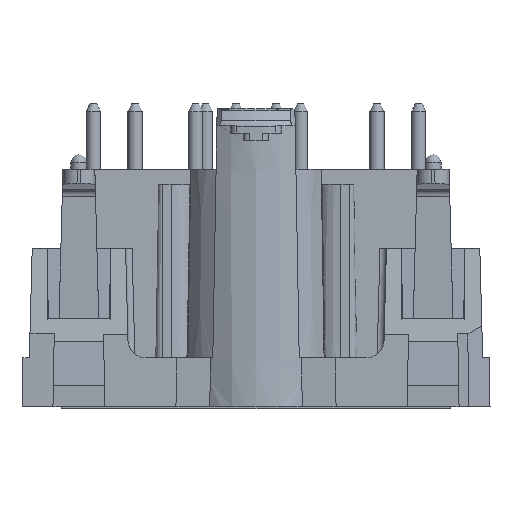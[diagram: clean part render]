
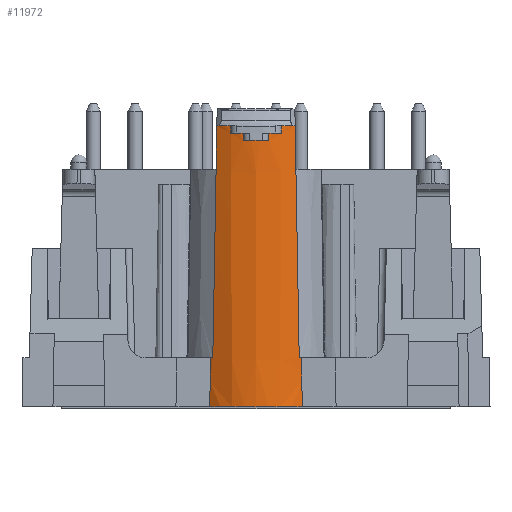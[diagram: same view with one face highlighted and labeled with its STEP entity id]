
A CAD part, left-side view. The second image highlights one B-rep face of the part: STEP entity #11972.
In plain terms, the highlighted conical face has half-angle 0.356 degrees and reference radius 5.5 mm.
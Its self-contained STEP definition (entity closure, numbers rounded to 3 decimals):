
#60=B_SPLINE_CURVE_WITH_KNOTS('',3,(#17681,#17682,#17683,#17684,#17685,
#17686,#17687),.UNSPECIFIED.,.F.,.F.,(4,3,4),(0.002,0.002,
0.002),.UNSPECIFIED.);
#61=B_SPLINE_CURVE_WITH_KNOTS('',3,(#17691,#17692,#17693,#17694,#17695,
#17696,#17697),.UNSPECIFIED.,.F.,.F.,(4,3,4),(0.002,0.002,
0.002),.UNSPECIFIED.);
#62=B_SPLINE_CURVE_WITH_KNOTS('',3,(#17701,#17702,#17703,#17704,#17705,
#17706,#17707),.UNSPECIFIED.,.F.,.F.,(4,3,4),(0.002,0.002,
0.002),.UNSPECIFIED.);
#63=B_SPLINE_CURVE_WITH_KNOTS('',3,(#17711,#17712,#17713,#17714,#17715,
#17716,#17717),.UNSPECIFIED.,.F.,.F.,(4,3,4),(0.002,0.002,
0.002),.UNSPECIFIED.);
#102=CONICAL_SURFACE('',#12722,5.5,0.006);
#156=CIRCLE('',#12259,5.479);
#244=CIRCLE('',#12615,5.5);
#247=CIRCLE('',#12619,5.5);
#264=CIRCLE('',#12642,5.6);
#267=CIRCLE('',#12724,5.597);
#268=CIRCLE('',#12725,5.594);
#269=CIRCLE('',#12726,5.597);
#270=CIRCLE('',#12727,5.6);
#641=ELLIPSE('',#12659,255.779,4.172);
#657=ELLIPSE('',#12723,430.867,7.027);
#658=ELLIPSE('',#12728,430.867,7.027);
#659=ELLIPSE('',#12729,255.779,4.172);
#2204=ORIENTED_EDGE('',*,*,#3190,.F.);
#2205=ORIENTED_EDGE('',*,*,#3819,.F.);
#2206=ORIENTED_EDGE('',*,*,#3759,.T.);
#2207=ORIENTED_EDGE('',*,*,#3927,.F.);
#2208=ORIENTED_EDGE('',*,*,#3796,.T.);
#2209=ORIENTED_EDGE('',*,*,#3928,.T.);
#2210=ORIENTED_EDGE('',*,*,#3929,.T.);
#2211=ORIENTED_EDGE('',*,*,#3930,.T.);
#2212=ORIENTED_EDGE('',*,*,#3931,.T.);
#2213=ORIENTED_EDGE('',*,*,#3932,.T.);
#2214=ORIENTED_EDGE('',*,*,#3933,.T.);
#2215=ORIENTED_EDGE('',*,*,#3934,.T.);
#2216=ORIENTED_EDGE('',*,*,#3935,.T.);
#2217=ORIENTED_EDGE('',*,*,#3936,.F.);
#2218=ORIENTED_EDGE('',*,*,#3764,.T.);
#2219=ORIENTED_EDGE('',*,*,#3937,.T.);
#3190=EDGE_CURVE('',#4382,#4383,#156,.F.);
#3759=EDGE_CURVE('',#4762,#4763,#244,.T.);
#3764=EDGE_CURVE('',#4764,#4768,#247,.T.);
#3796=EDGE_CURVE('',#4799,#4798,#264,.T.);
#3819=EDGE_CURVE('',#4762,#4382,#641,.T.);
#3927=EDGE_CURVE('',#4799,#4763,#657,.F.);
#3928=EDGE_CURVE('',#4798,#4870,#60,.T.);
#3929=EDGE_CURVE('',#4870,#4871,#267,.T.);
#3930=EDGE_CURVE('',#4871,#4872,#61,.T.);
#3931=EDGE_CURVE('',#4872,#4873,#268,.T.);
#3932=EDGE_CURVE('',#4873,#4874,#62,.T.);
#3933=EDGE_CURVE('',#4874,#4875,#269,.T.);
#3934=EDGE_CURVE('',#4875,#4876,#63,.T.);
#3935=EDGE_CURVE('',#4876,#4877,#270,.T.);
#3936=EDGE_CURVE('',#4764,#4877,#658,.F.);
#3937=EDGE_CURVE('',#4768,#4383,#659,.F.);
#4382=VERTEX_POINT('',#15911);
#4383=VERTEX_POINT('',#15913);
#4762=VERTEX_POINT('',#17303);
#4763=VERTEX_POINT('',#17309);
#4764=VERTEX_POINT('',#17316);
#4768=VERTEX_POINT('',#17323);
#4798=VERTEX_POINT('',#17388);
#4799=VERTEX_POINT('',#17390);
#4870=VERTEX_POINT('',#17688);
#4871=VERTEX_POINT('',#17690);
#4872=VERTEX_POINT('',#17698);
#4873=VERTEX_POINT('',#17700);
#4874=VERTEX_POINT('',#17708);
#4875=VERTEX_POINT('',#17710);
#4876=VERTEX_POINT('',#17718);
#4877=VERTEX_POINT('',#17720);
#6886=EDGE_LOOP('',(#2204,#2205,#2206,#2207,#2208,#2209,#2210,#2211,#2212,
#2213,#2214,#2215,#2216,#2217,#2218,#2219));
#7534=FACE_BOUND('',#6886,.T.);
#11972=ADVANCED_FACE('',(#7534),#102,.T.);
#12259=AXIS2_PLACEMENT_3D('',#15912,#13283,#13284);
#12615=AXIS2_PLACEMENT_3D('',#17310,#14365,#14366);
#12619=AXIS2_PLACEMENT_3D('',#17324,#14374,#14375);
#12642=AXIS2_PLACEMENT_3D('',#17389,#14432,#14433);
#12659=AXIS2_PLACEMENT_3D('',#17436,#14477,#14478);
#12722=AXIS2_PLACEMENT_3D('',#17679,#14693,#14694);
#12723=AXIS2_PLACEMENT_3D('',#17680,#14695,#14696);
#12724=AXIS2_PLACEMENT_3D('',#17689,#14697,#14698);
#12725=AXIS2_PLACEMENT_3D('',#17699,#14699,#14700);
#12726=AXIS2_PLACEMENT_3D('',#17709,#14701,#14702);
#12727=AXIS2_PLACEMENT_3D('',#17719,#14703,#14704);
#12728=AXIS2_PLACEMENT_3D('',#17721,#14705,#14706);
#12729=AXIS2_PLACEMENT_3D('',#17722,#14707,#14708);
#13283=DIRECTION('',(0.,0.,1.));
#13284=DIRECTION('',(1.,0.,0.));
#14365=DIRECTION('',(0.,0.,-1.));
#14366=DIRECTION('',(-1.,0.,0.));
#14374=DIRECTION('',(0.,0.,-1.));
#14375=DIRECTION('',(-1.,0.,0.));
#14432=DIRECTION('',(0.,0.,-1.));
#14433=DIRECTION('',(-1.,0.,0.));
#14477=DIRECTION('',(1.,0.,0.017));
#14478=DIRECTION('',(-0.017,0.,1.));
#14693=DIRECTION('',(0.,0.,1.));
#14694=DIRECTION('',(-1.,0.,0.));
#14695=DIRECTION('',(0.,1.,-0.017));
#14696=DIRECTION('',(0.,0.017,1.));
#14697=DIRECTION('',(0.,0.,-1.));
#14698=DIRECTION('',(-1.,0.,0.));
#14699=DIRECTION('',(0.,0.,-1.));
#14700=DIRECTION('',(-1.,0.,0.));
#14701=DIRECTION('',(0.,0.,-1.));
#14702=DIRECTION('',(-1.,0.,0.));
#14703=DIRECTION('',(0.,0.,-1.));
#14704=DIRECTION('',(-1.,0.,0.));
#14705=DIRECTION('',(0.,-1.,-0.017));
#14706=DIRECTION('',(0.,-0.017,1.));
#14707=DIRECTION('',(1.,0.,0.017));
#14708=DIRECTION('',(-0.017,0.,1.));
#15911=CARTESIAN_POINT('',(-31.941,-3.209,-0.15));
#15912=CARTESIAN_POINT('',(-27.5,0.,-0.15));
#15913=CARTESIAN_POINT('',(-31.941,3.209,-0.15));
#17303=CARTESIAN_POINT('',(-32.,-3.162,3.25));
#17309=CARTESIAN_POINT('',(-32.11,-3.,3.25));
#17310=CARTESIAN_POINT('',(-27.5,0.,3.25));
#17316=CARTESIAN_POINT('',(-32.11,3.,3.25));
#17323=CARTESIAN_POINT('',(-32.,3.162,3.25));
#17324=CARTESIAN_POINT('',(-27.5,0.,3.25));
#17388=CARTESIAN_POINT('',(-32.82,-1.75,19.35));
#17389=CARTESIAN_POINT('',(-27.5,0.,19.35));
#17390=CARTESIAN_POINT('',(-32.396,-2.719,19.35));
#17436=CARTESIAN_POINT('',(-29.088,0.,-163.553));
#17679=CARTESIAN_POINT('',(-27.5,0.,3.25));
#17680=CARTESIAN_POINT('',(-27.5,2.676,328.415));
#17681=CARTESIAN_POINT('',(-32.82,-1.75,19.35));
#17682=CARTESIAN_POINT('',(-32.819,-1.75,19.233));
#17683=CARTESIAN_POINT('',(-32.818,-1.75,19.117));
#17684=CARTESIAN_POINT('',(-32.817,-1.75,19.));
#17685=CARTESIAN_POINT('',(-32.817,-1.75,18.95));
#17686=CARTESIAN_POINT('',(-32.817,-1.75,18.9));
#17687=CARTESIAN_POINT('',(-32.816,-1.75,18.85));
#17688=CARTESIAN_POINT('',(-32.816,-1.75,18.85));
#17689=CARTESIAN_POINT('',(-27.5,0.,18.85));
#17690=CARTESIAN_POINT('',(-33.024,-0.9,18.85));
#17691=CARTESIAN_POINT('',(-33.024,-0.9,18.85));
#17692=CARTESIAN_POINT('',(-33.023,-0.9,18.725));
#17693=CARTESIAN_POINT('',(-33.022,-0.9,18.6));
#17694=CARTESIAN_POINT('',(-33.022,-0.9,18.475));
#17695=CARTESIAN_POINT('',(-33.021,-0.9,18.433));
#17696=CARTESIAN_POINT('',(-33.021,-0.9,18.392));
#17697=CARTESIAN_POINT('',(-33.021,-0.9,18.35));
#17698=CARTESIAN_POINT('',(-33.021,-0.9,18.35));
#17699=CARTESIAN_POINT('',(-27.5,0.,18.35));
#17700=CARTESIAN_POINT('',(-33.021,0.9,18.35));
#17701=CARTESIAN_POINT('',(-33.021,0.9,18.35));
#17702=CARTESIAN_POINT('',(-33.021,0.9,18.392));
#17703=CARTESIAN_POINT('',(-33.021,0.9,18.433));
#17704=CARTESIAN_POINT('',(-33.022,0.9,18.475));
#17705=CARTESIAN_POINT('',(-33.022,0.9,18.6));
#17706=CARTESIAN_POINT('',(-33.023,0.9,18.725));
#17707=CARTESIAN_POINT('',(-33.024,0.9,18.85));
#17708=CARTESIAN_POINT('',(-33.024,0.9,18.85));
#17709=CARTESIAN_POINT('',(-27.5,0.,18.85));
#17710=CARTESIAN_POINT('',(-32.816,1.75,18.85));
#17711=CARTESIAN_POINT('',(-32.816,1.75,18.85));
#17712=CARTESIAN_POINT('',(-32.817,1.75,18.9));
#17713=CARTESIAN_POINT('',(-32.817,1.75,18.95));
#17714=CARTESIAN_POINT('',(-32.817,1.75,19.));
#17715=CARTESIAN_POINT('',(-32.818,1.75,19.117));
#17716=CARTESIAN_POINT('',(-32.819,1.75,19.233));
#17717=CARTESIAN_POINT('',(-32.82,1.75,19.35));
#17718=CARTESIAN_POINT('',(-32.82,1.75,19.35));
#17719=CARTESIAN_POINT('',(-27.5,0.,19.35));
#17720=CARTESIAN_POINT('',(-32.396,2.719,19.35));
#17721=CARTESIAN_POINT('',(-27.5,-2.676,328.415));
#17722=CARTESIAN_POINT('',(-29.088,0.,-163.553));
